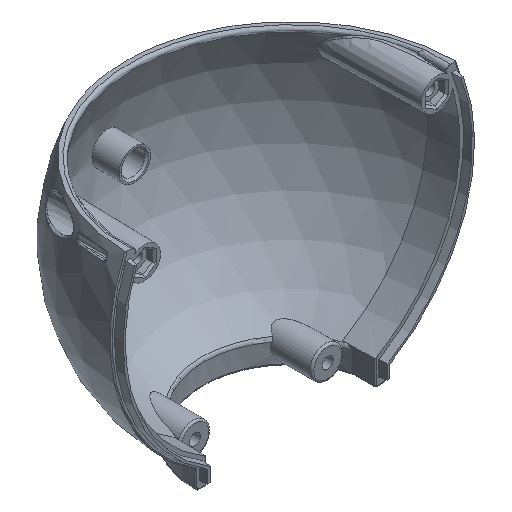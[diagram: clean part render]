
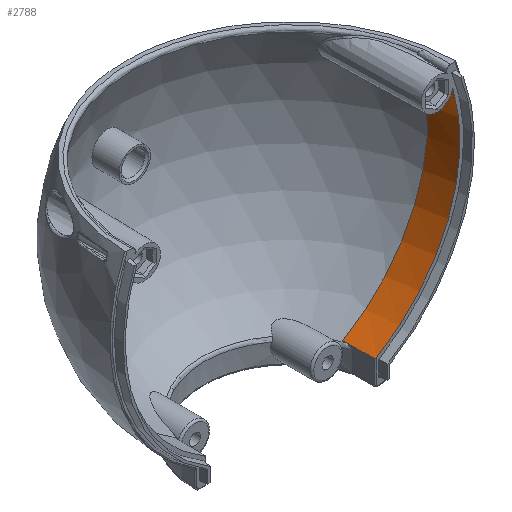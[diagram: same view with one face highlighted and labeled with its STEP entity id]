
A CAD part, isometric view. The second image highlights one B-rep face of the part: STEP entity #2788.
In plain terms, the highlighted conical face has half-angle 0.5 degrees and reference radius 42.8 mm.
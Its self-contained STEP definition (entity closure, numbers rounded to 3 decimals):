
#15=(
BOUNDED_CURVE()
B_SPLINE_CURVE(2,(#5753,#5754,#5755),.UNSPECIFIED.,.F.,.F.)
B_SPLINE_CURVE_WITH_KNOTS((3,3),(-0.886,-0.1),
 .UNSPECIFIED.)
CURVE()
GEOMETRIC_REPRESENTATION_ITEM()
RATIONAL_B_SPLINE_CURVE((1.,1.,1.))
REPRESENTATION_ITEM('')
);
#172=CONICAL_SURFACE('',#3032,42.8,0.009);
#241=CIRCLE('',#3018,42.729);
#251=CIRCLE('',#3033,42.8);
#675=FACE_OUTER_BOUND('',#855,.T.);
#855=EDGE_LOOP('',(#2159,#2160,#2161,#2162,#2163));
#1016=B_SPLINE_CURVE_WITH_KNOTS('',3,(#5723,#5724,#5725,#5726,#5727,#5728,
#5729,#5730,#5731,#5732,#5733,#5734,#5735,#5736,#5737,#5738,#5739,#5740,
#5741,#5742),.UNSPECIFIED.,.F.,.F.,(4,2,2,2,2,2,2,2,2,4),(-1.019,
-1.012,-1.003,-0.977,-0.877,
-0.418,-0.207,-0.103,-0.051,
0.),.UNSPECIFIED.);
#1036=B_SPLINE_CURVE_WITH_KNOTS('',3,(#7406,#7407,#7408,#7409,#7410,#7411,
#7412,#7413,#7414,#7415),.UNSPECIFIED.,.F.,.F.,(4,2,2,2,4),(-0.146,
-0.134,-0.121,-0.109,-0.098),
 .UNSPECIFIED.);
#1199=VERTEX_POINT('',#5420);
#1200=VERTEX_POINT('',#5722);
#1201=VERTEX_POINT('',#5750);
#1202=VERTEX_POINT('',#5752);
#1270=VERTEX_POINT('',#7403);
#1492=EDGE_CURVE('',#1199,#1200,#1016,.T.);
#1495=EDGE_CURVE('',#1201,#1202,#15,.T.);
#1579=EDGE_CURVE('',#1202,#1199,#241,.T.);
#1594=EDGE_CURVE('',#1270,#1201,#1036,.T.);
#1604=EDGE_CURVE('',#1200,#1270,#251,.F.);
#2159=ORIENTED_EDGE('',*,*,#1495,.F.);
#2160=ORIENTED_EDGE('',*,*,#1594,.F.);
#2161=ORIENTED_EDGE('',*,*,#1604,.F.);
#2162=ORIENTED_EDGE('',*,*,#1492,.F.);
#2163=ORIENTED_EDGE('',*,*,#1579,.F.);
#2788=ADVANCED_FACE('',(#675),#172,.F.);
#3018=AXIS2_PLACEMENT_3D('',#6664,#3477,#3478);
#3032=AXIS2_PLACEMENT_3D('',#7571,#3508,#3509);
#3033=AXIS2_PLACEMENT_3D('',#7572,#3510,#3511);
#3477=DIRECTION('center_axis',(0.,-1.,0.));
#3478=DIRECTION('ref_axis',(-1.,0.,0.));
#3508=DIRECTION('center_axis',(0.,-1.,0.));
#3509=DIRECTION('ref_axis',(0.,0.,
1.));
#3510=DIRECTION('center_axis',(0.,-1.,0.));
#3511=DIRECTION('ref_axis',(0.,0.,
1.));
#5420=CARTESIAN_POINT('',(-49.649,-21.844,-25.234));
#5722=CARTESIAN_POINT('',(-50.006,-29.999,-23.698));
#5723=CARTESIAN_POINT('Ctrl Pts',(-49.649,-21.844,-25.234));
#5724=CARTESIAN_POINT('Ctrl Pts',(-49.653,-21.844,-25.221));
#5725=CARTESIAN_POINT('Ctrl Pts',(-49.656,-21.847,-25.209));
#5726=CARTESIAN_POINT('Ctrl Pts',(-49.663,-21.857,-25.183));
#5727=CARTESIAN_POINT('Ctrl Pts',(-49.666,-21.865,-25.169));
#5728=CARTESIAN_POINT('Ctrl Pts',(-49.679,-21.9,-25.12));
#5729=CARTESIAN_POINT('Ctrl Pts',(-49.687,-21.94,-25.087));
#5730=CARTESIAN_POINT('Ctrl Pts',(-49.72,-22.118,-24.956));
#5731=CARTESIAN_POINT('Ctrl Pts',(-49.743,-22.34,-24.862));
#5732=CARTESIAN_POINT('Ctrl Pts',(-49.82,-23.146,-24.552));
#5733=CARTESIAN_POINT('Ctrl Pts',(-49.887,-24.283,-24.279));
#5734=CARTESIAN_POINT('Ctrl Pts',(-49.959,-26.506,-23.963));
#5735=CARTESIAN_POINT('Ctrl Pts',(-49.976,-27.222,-23.884));
#5736=CARTESIAN_POINT('Ctrl Pts',(-49.993,-28.27,-23.795));
#5737=CARTESIAN_POINT('Ctrl Pts',(-49.997,-28.62,-23.77));
#5738=CARTESIAN_POINT('Ctrl Pts',(-50.002,-29.142,-23.738));
#5739=CARTESIAN_POINT('Ctrl Pts',(-50.003,-29.317,-23.729));
#5740=CARTESIAN_POINT('Ctrl Pts',(-50.005,-29.661,-23.712));
#5741=CARTESIAN_POINT('Ctrl Pts',(-50.005,-29.83,-23.705));
#5742=CARTESIAN_POINT('Ctrl Pts',(-50.006,-29.999,-23.698));
#5750=CARTESIAN_POINT('',(-69.652,-29.702,-73.096));
#5752=CARTESIAN_POINT('',(-69.72,-21.844,-73.056));
#5753=CARTESIAN_POINT('Ctrl Pts',(-69.652,-29.702,-73.096));
#5754=CARTESIAN_POINT('Ctrl Pts',(-69.686,-25.771,-73.076));
#5755=CARTESIAN_POINT('Ctrl Pts',(-69.72,-21.844,-73.056));
#6664=CARTESIAN_POINT('Origin',(-90.999,-21.844,-36.003));
#7403=CARTESIAN_POINT('',(-69.352,-29.999,-72.925));
#7406=CARTESIAN_POINT('Ctrl Pts',(-69.352,-29.999,-72.925));
#7407=CARTESIAN_POINT('Ctrl Pts',(-69.388,-29.999,-72.946));
#7408=CARTESIAN_POINT('Ctrl Pts',(-69.427,-29.992,-72.969));
#7409=CARTESIAN_POINT('Ctrl Pts',(-69.5,-29.963,-73.011));
#7410=CARTESIAN_POINT('Ctrl Pts',(-69.535,-29.94,-73.031));
#7411=CARTESIAN_POINT('Ctrl Pts',(-69.588,-29.887,-73.061));
#7412=CARTESIAN_POINT('Ctrl Pts',(-69.612,-29.854,-73.075));
#7413=CARTESIAN_POINT('Ctrl Pts',(-69.643,-29.781,-73.092));
#7414=CARTESIAN_POINT('Ctrl Pts',(-69.651,-29.74,-73.096));
#7415=CARTESIAN_POINT('Ctrl Pts',(-69.652,-29.702,-73.096));
#7571=CARTESIAN_POINT('Origin',(-90.999,-29.999,-36.003));
#7572=CARTESIAN_POINT('Origin',(-90.999,-29.999,-36.003));
